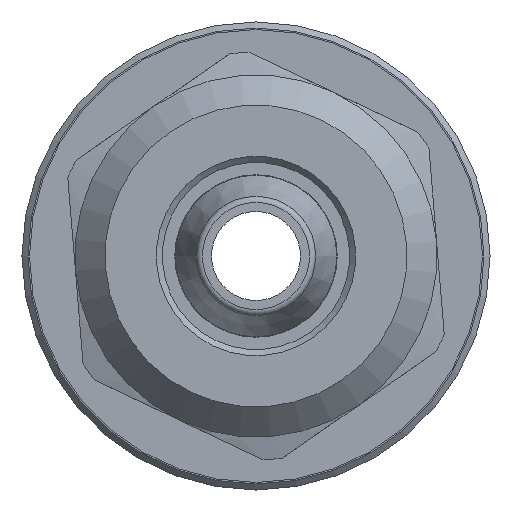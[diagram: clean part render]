
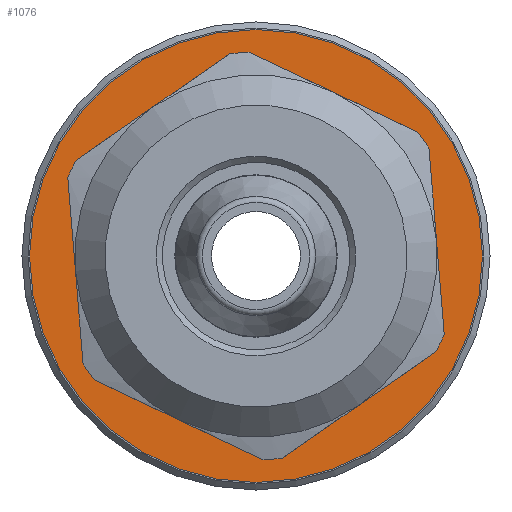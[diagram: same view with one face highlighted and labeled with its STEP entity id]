
A CAD part, left-side view. The second image highlights one B-rep face of the part: STEP entity #1076.
In plain terms, the highlighted planar face has unit normal (-1, 0, 0).
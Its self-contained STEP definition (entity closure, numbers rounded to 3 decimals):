
#810=CARTESIAN_POINT('',(13.25,-4.7,0.0));
#811=VERTEX_POINT('',#810);
#812=CARTESIAN_POINT('',(13.25,0.0,0.0));
#813=DIRECTION('',(-1.0,0.0,0.0));
#814=DIRECTION('',(0.0,-1.0,0.0));
#815=AXIS2_PLACEMENT_3D('',#812,#813,#814);
#816=CIRCLE('',#815,4.7);
#817=EDGE_CURVE('',#811,#811,#816,.T.);
#1050=CARTESIAN_POINT('',(13.25,-7.5,0.0));
#1051=VERTEX_POINT('',#1050);
#1052=CARTESIAN_POINT('',(13.25,0.0,0.0));
#1053=DIRECTION('',(-1.0,0.0,0.0));
#1054=DIRECTION('',(0.0,-1.0,0.0));
#1055=AXIS2_PLACEMENT_3D('',#1052,#1053,#1054);
#1056=CIRCLE('',#1055,7.5);
#1057=EDGE_CURVE('',#1051,#1051,#1056,.T.);
#1065=CARTESIAN_POINT('',(13.25,-6.25,0.0));
#1066=DIRECTION('',(-1.0,0.0,0.0));
#1067=DIRECTION('',(0.0,0.0,1.0));
#1068=AXIS2_PLACEMENT_3D('',#1065,#1066,#1067);
#1069=PLANE('',#1068);
#1070=ORIENTED_EDGE('',*,*,#1057,.T.);
#1071=EDGE_LOOP('',(#1070));
#1072=FACE_OUTER_BOUND('',#1071,.T.);
#1073=ORIENTED_EDGE('',*,*,#817,.F.);
#1074=EDGE_LOOP('',(#1073));
#1075=FACE_BOUND('',#1074,.T.);
#1076=ADVANCED_FACE('',(#1072,#1075),#1069,.T.);
